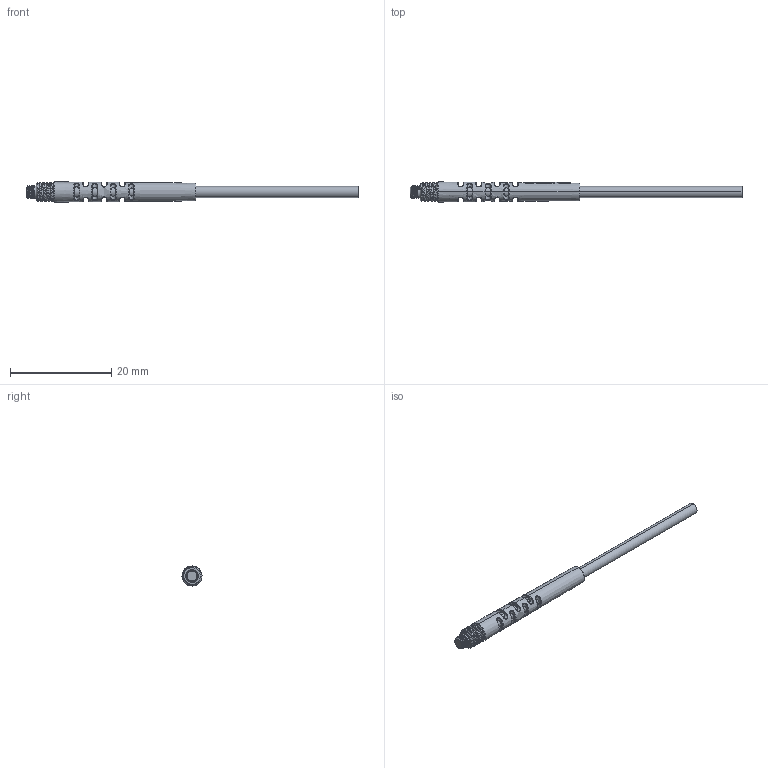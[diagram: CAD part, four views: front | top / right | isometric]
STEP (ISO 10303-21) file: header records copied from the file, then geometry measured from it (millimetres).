
FILE_DESCRIPTION((''),'2;1');
FILE_NAME('PT4Y10CD_ASM','2020-06-09T09:53:59',('Administrator'),(''),'CREO PARAMETRIC BY PTC INC, 2018400','CREO PARAMETRIC BY PTC INC, 2018400','');
FILE_SCHEMA(('AUTOMOTIVE_DESIGN { 1 0 10303 214 1 1 1 1 }'));
Length unit declared in the file: millimetre
Products named in the file (5): M4TOU_; 22XIAN_DAN_; PTM3M4-22__; 22-DANXIAN__ASM; PT4Y10CD_ASM
Assembly tree (4 placements, depth 3):
  PT4Y10CD_ASM
    M4TOU_
    22-DANXIAN__ASM
      22XIAN_DAN_
      PTM3M4-22__
Bounding box: 65.5 x 4 x 4 mm (x, y, z)
Volume: 433.2 mm3; surface area: 1098.5 mm2
Topology: 3 solids, 3 shells, 221 faces, 560 edges, 357 vertices
Faces by surface type: bspline 86, plane 53, cylinder 33, torus 32, cone 17
Entity records: 17398 total; most frequent: CARTESIAN_POINT 11017, ORIENTED_EDGE 1120, DIRECTION 779, EDGE_CURVE 560, PRESENTATION_STYLE_ASSIGNMENT 462, STYLED_ITEM 462, CURVE_STYLE 460, VERTEX_POINT 357
